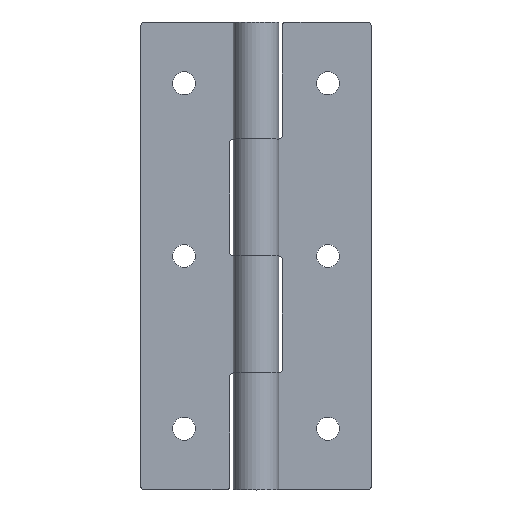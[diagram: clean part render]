
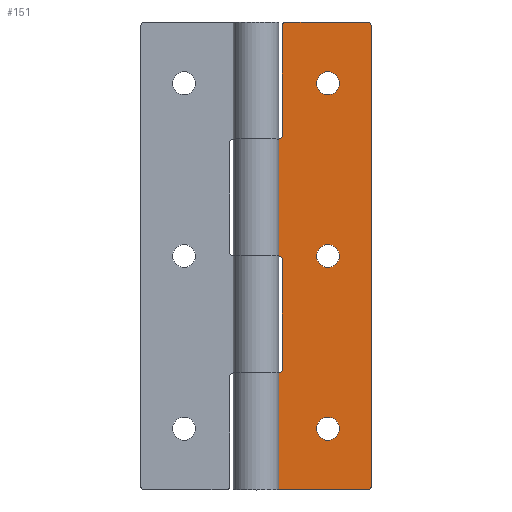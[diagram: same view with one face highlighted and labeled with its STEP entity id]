
A CAD part, top view. The second image highlights one B-rep face of the part: STEP entity #151.
In plain terms, the highlighted planar face has unit normal (0, 0, 1).
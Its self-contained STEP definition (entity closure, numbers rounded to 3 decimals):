
#151=ADVANCED_FACE('',(#233,#234,#235,#236),#232,.F.);
#232=PLANE('',#837);
#233=FACE_OUTER_BOUND('',#838,.T.);
#234=FACE_BOUND('',#839,.T.);
#235=FACE_BOUND('',#840,.T.);
#236=FACE_BOUND('',#841,.T.);
#834=CARTESIAN_POINT('',(17.6,-6.5,-1.5));
#835=DIRECTION('',(0.,0.,-1.));
#836=DIRECTION('',(-1.,0.,0.));
#837=AXIS2_PLACEMENT_3D('',#834,#835,#836);
#838=EDGE_LOOP('',(#1159,#1160,#1161,#1162,#1163,#1164,#1165,#1166,#1167,#1168,#1169,#1170,#1171,#1172,#1173,#1174));
#839=EDGE_LOOP('',(#1175,#1176));
#840=EDGE_LOOP('',(#1177,#1178));
#841=EDGE_LOOP('',(#1179,#1180));
#1159=ORIENTED_EDGE('',*,*,#1482,.F.);
#1160=ORIENTED_EDGE('',*,*,#1460,.F.);
#1161=ORIENTED_EDGE('',*,*,#1483,.F.);
#1162=ORIENTED_EDGE('',*,*,#1484,.F.);
#1163=ORIENTED_EDGE('',*,*,#1485,.F.);
#1164=ORIENTED_EDGE('',*,*,#1486,.F.);
#1165=ORIENTED_EDGE('',*,*,#1487,.T.);
#1166=ORIENTED_EDGE('',*,*,#1488,.F.);
#1167=ORIENTED_EDGE('',*,*,#1489,.T.);
#1168=ORIENTED_EDGE('',*,*,#1490,.F.);
#1169=ORIENTED_EDGE('',*,*,#1491,.T.);
#1170=ORIENTED_EDGE('',*,*,#1492,.F.);
#1171=ORIENTED_EDGE('',*,*,#1493,.T.);
#1172=ORIENTED_EDGE('',*,*,#1494,.F.);
#1173=ORIENTED_EDGE('',*,*,#1495,.T.);
#1174=ORIENTED_EDGE('',*,*,#1496,.T.);
#1175=ORIENTED_EDGE('',*,*,#1497,.T.);
#1176=ORIENTED_EDGE('',*,*,#1498,.T.);
#1177=ORIENTED_EDGE('',*,*,#1499,.T.);
#1178=ORIENTED_EDGE('',*,*,#1500,.T.);
#1179=ORIENTED_EDGE('',*,*,#1501,.T.);
#1180=ORIENTED_EDGE('',*,*,#1502,.T.);
#1460=EDGE_CURVE('',#1634,#1620,#1641,.T.);
#1482=EDGE_CURVE('',#1620,#1793,#1794,.T.);
#1483=EDGE_CURVE('',#1800,#1634,#1801,.T.);
#1484=EDGE_CURVE('',#1807,#1800,#1808,.T.);
#1485=EDGE_CURVE('',#1814,#1807,#1815,.T.);
#1486=EDGE_CURVE('',#1821,#1814,#1822,.T.);
#1487=EDGE_CURVE('',#1821,#1828,#1829,.T.);
#1488=EDGE_CURVE('',#1835,#1828,#1836,.T.);
#1489=EDGE_CURVE('',#1835,#1842,#1843,.T.);
#1490=EDGE_CURVE('',#1849,#1842,#1850,.T.);
#1491=EDGE_CURVE('',#1849,#1856,#1857,.T.);
#1492=EDGE_CURVE('',#1863,#1856,#1864,.T.);
#1493=EDGE_CURVE('',#1863,#1870,#1871,.T.);
#1494=EDGE_CURVE('',#1877,#1870,#1878,.T.);
#1495=EDGE_CURVE('',#1877,#1884,#1885,.T.);
#1496=EDGE_CURVE('',#1884,#1793,#1891,.T.);
#1497=EDGE_CURVE('',#1897,#1898,#1899,.T.);
#1498=EDGE_CURVE('',#1898,#1897,#1905,.T.);
#1499=EDGE_CURVE('',#1911,#1912,#1913,.T.);
#1500=EDGE_CURVE('',#1912,#1911,#1919,.T.);
#1501=EDGE_CURVE('',#1925,#1926,#1927,.T.);
#1502=EDGE_CURVE('',#1926,#1925,#1933,.T.);
#1620=VERTEX_POINT('',#2700);
#1634=VERTEX_POINT('',#2708);
#1641=LINE('',#2712,#2713);
#1793=VERTEX_POINT('',#2810);
#1794=CIRCLE('',#2814,0.5);
#1800=VERTEX_POINT('',#2815);
#1801=CIRCLE('',#2819,0.5);
#1807=VERTEX_POINT('',#2820);
#1808=LINE('',#2821,#2822);
#1814=VERTEX_POINT('',#2824);
#1815=CIRCLE('',#2828,0.5);
#1821=VERTEX_POINT('',#2829);
#1822=LINE('',#2830,#2831);
#1828=VERTEX_POINT('',#2833);
#1829=CIRCLE('',#2837,0.5);
#1835=VERTEX_POINT('',#2838);
#1836=LINE('',#2839,#2840);
#1842=VERTEX_POINT('',#2842);
#1843=LINE('',#2843,#2844);
#1849=VERTEX_POINT('',#2846);
#1850=LINE('',#2847,#2848);
#1856=VERTEX_POINT('',#2850);
#1857=CIRCLE('',#2854,0.5);
#1863=VERTEX_POINT('',#2855);
#1864=LINE('',#2856,#2857);
#1870=VERTEX_POINT('',#2859);
#1871=CIRCLE('',#2863,0.5);
#1877=VERTEX_POINT('',#2864);
#1878=LINE('',#2865,#2866);
#1884=VERTEX_POINT('',#2868);
#1885=LINE('',#2869,#2870);
#1891=LINE('',#2872,#2873);
#1897=VERTEX_POINT('',#2875);
#1898=VERTEX_POINT('',#2876);
#1899=CIRCLE('',#2880,1.6);
#1905=CIRCLE('',#2884,1.6);
#1911=VERTEX_POINT('',#2885);
#1912=VERTEX_POINT('',#2886);
#1913=CIRCLE('',#2890,1.6);
#1919=CIRCLE('',#2894,1.6);
#1925=VERTEX_POINT('',#2895);
#1926=VERTEX_POINT('',#2896);
#1927=CIRCLE('',#2900,1.6);
#1933=CIRCLE('',#2904,1.6);
#2700=CARTESIAN_POINT('',(16.,0.5,-1.5));
#2708=CARTESIAN_POINT('',(16.,64.5,-1.5));
#2712=CARTESIAN_POINT('',(16.,64.5,-1.5));
#2713=VECTOR('',#2714,64.);
#2714=DIRECTION('',(0.,-1.,0.));
#2810=CARTESIAN_POINT('',(15.5,0.,-1.5));
#2811=CARTESIAN_POINT('',(15.5,0.5,-1.5));
#2812=DIRECTION('',(0.,0.,-1.));
#2813=DIRECTION('',(1.,0.,0.));
#2814=AXIS2_PLACEMENT_3D('',#2811,#2812,#2813);
#2815=CARTESIAN_POINT('',(15.5,65.,-1.5));
#2816=CARTESIAN_POINT('',(15.5,64.5,-1.5));
#2817=DIRECTION('',(0.,0.,-1.));
#2818=DIRECTION('',(1.,0.,0.));
#2819=AXIS2_PLACEMENT_3D('',#2816,#2817,#2818);
#2820=CARTESIAN_POINT('',(4.15,65.,-1.5));
#2821=CARTESIAN_POINT('',(4.15,65.,-1.5));
#2822=VECTOR('',#2823,11.35);
#2823=DIRECTION('',(1.,0.,0.));
#2824=CARTESIAN_POINT('',(3.65,64.5,-1.5));
#2825=CARTESIAN_POINT('',(4.15,64.5,-1.5));
#2826=DIRECTION('',(0.,0.,-1.));
#2827=DIRECTION('',(1.,0.,0.));
#2828=AXIS2_PLACEMENT_3D('',#2825,#2826,#2827);
#2829=CARTESIAN_POINT('',(3.65,49.25,-1.5));
#2830=CARTESIAN_POINT('',(3.65,49.25,-1.5));
#2831=VECTOR('',#2832,15.25);
#2832=DIRECTION('',(0.,1.,0.));
#2833=CARTESIAN_POINT('',(3.15,48.75,-1.5));
#2834=CARTESIAN_POINT('',(3.15,49.25,-1.5));
#2835=DIRECTION('',(0.,0.,-1.));
#2836=DIRECTION('',(1.,0.,0.));
#2837=AXIS2_PLACEMENT_3D('',#2834,#2835,#2836);
#2838=CARTESIAN_POINT('',(0.,48.75,-1.5));
#2839=CARTESIAN_POINT('',(0.,48.75,-1.5));
#2840=VECTOR('',#2841,3.15);
#2841=DIRECTION('',(1.,0.,0.));
#2842=CARTESIAN_POINT('',(0.,32.5,-1.5));
#2843=CARTESIAN_POINT('',(0.,48.75,-1.5));
#2844=VECTOR('',#2845,16.25);
#2845=DIRECTION('',(0.,-1.,0.));
#2846=CARTESIAN_POINT('',(3.15,32.5,-1.5));
#2847=CARTESIAN_POINT('',(3.15,32.5,-1.5));
#2848=VECTOR('',#2849,3.15);
#2849=DIRECTION('',(-1.,0.,0.));
#2850=CARTESIAN_POINT('',(3.65,32.,-1.5));
#2851=CARTESIAN_POINT('',(3.15,32.,-1.5));
#2852=DIRECTION('',(0.,0.,-1.));
#2853=DIRECTION('',(1.,0.,0.));
#2854=AXIS2_PLACEMENT_3D('',#2851,#2852,#2853);
#2855=CARTESIAN_POINT('',(3.65,16.75,-1.5));
#2856=CARTESIAN_POINT('',(3.65,16.75,-1.5));
#2857=VECTOR('',#2858,15.25);
#2858=DIRECTION('',(0.,1.,0.));
#2859=CARTESIAN_POINT('',(3.15,16.25,-1.5));
#2860=CARTESIAN_POINT('',(3.15,16.75,-1.5));
#2861=DIRECTION('',(0.,0.,-1.));
#2862=DIRECTION('',(1.,0.,0.));
#2863=AXIS2_PLACEMENT_3D('',#2860,#2861,#2862);
#2864=CARTESIAN_POINT('',(0.,16.25,-1.5));
#2865=CARTESIAN_POINT('',(0.,16.25,-1.5));
#2866=VECTOR('',#2867,3.15);
#2867=DIRECTION('',(1.,0.,0.));
#2868=CARTESIAN_POINT('',(0.,0.,-1.5));
#2869=CARTESIAN_POINT('',(0.,16.25,-1.5));
#2870=VECTOR('',#2871,16.25);
#2871=DIRECTION('',(0.,-1.,0.));
#2872=CARTESIAN_POINT('',(0.,0.,-1.5));
#2873=VECTOR('',#2874,15.5);
#2874=DIRECTION('',(1.,0.,0.));
#2875=CARTESIAN_POINT('',(8.4,56.5,-1.5));
#2876=CARTESIAN_POINT('',(11.6,56.5,-1.5));
#2877=CARTESIAN_POINT('',(10.,56.5,-1.5));
#2878=DIRECTION('',(0.,0.,-1.));
#2879=DIRECTION('',(-1.,0.,0.));
#2880=AXIS2_PLACEMENT_3D('',#2877,#2878,#2879);
#2881=CARTESIAN_POINT('',(10.,56.5,-1.5));
#2882=DIRECTION('',(0.,0.,-1.));
#2883=DIRECTION('',(-1.,0.,0.));
#2884=AXIS2_PLACEMENT_3D('',#2881,#2882,#2883);
#2885=CARTESIAN_POINT('',(8.4,32.5,-1.5));
#2886=CARTESIAN_POINT('',(11.6,32.5,-1.5));
#2887=CARTESIAN_POINT('',(10.,32.5,-1.5));
#2888=DIRECTION('',(0.,0.,-1.));
#2889=DIRECTION('',(-1.,0.,0.));
#2890=AXIS2_PLACEMENT_3D('',#2887,#2888,#2889);
#2891=CARTESIAN_POINT('',(10.,32.5,-1.5));
#2892=DIRECTION('',(0.,0.,-1.));
#2893=DIRECTION('',(-1.,0.,0.));
#2894=AXIS2_PLACEMENT_3D('',#2891,#2892,#2893);
#2895=CARTESIAN_POINT('',(8.4,8.5,-1.5));
#2896=CARTESIAN_POINT('',(11.6,8.5,-1.5));
#2897=CARTESIAN_POINT('',(10.,8.5,-1.5));
#2898=DIRECTION('',(0.,0.,-1.));
#2899=DIRECTION('',(-1.,0.,0.));
#2900=AXIS2_PLACEMENT_3D('',#2897,#2898,#2899);
#2901=CARTESIAN_POINT('',(10.,8.5,-1.5));
#2902=DIRECTION('',(0.,0.,-1.));
#2903=DIRECTION('',(-1.,0.,0.));
#2904=AXIS2_PLACEMENT_3D('',#2901,#2902,#2903);
